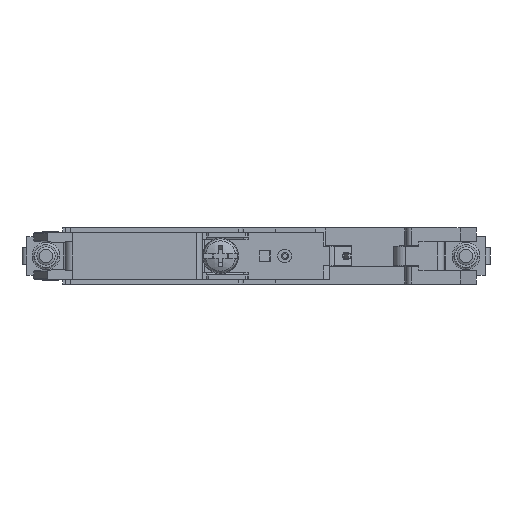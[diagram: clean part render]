
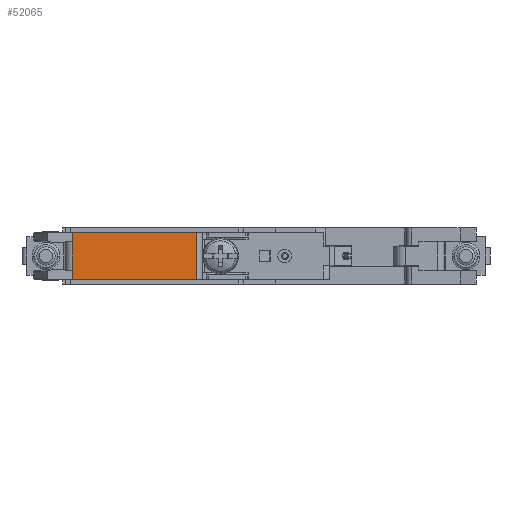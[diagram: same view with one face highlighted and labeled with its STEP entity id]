
A CAD part, front view. The second image highlights one B-rep face of the part: STEP entity #52065.
In plain terms, the highlighted planar face has unit normal (0, -1, 0).
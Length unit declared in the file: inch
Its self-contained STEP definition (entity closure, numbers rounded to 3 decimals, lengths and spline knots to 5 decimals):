
#938 = CARTESIAN_POINT ( 'NONE',  ( -0.50394, -2.6063, 0.12205 ) ) ;
#1540 = CARTESIAN_POINT ( 'NONE',  ( -1.55906, -2.6063, 0.20079 ) ) ;
#1898 = DIRECTION ( 'NONE',  ( -1., 0., 0. ) ) ;
#2183 = EDGE_CURVE ( 'NONE', #12893, #31481, #18721, .T. ) ;
#3077 = CARTESIAN_POINT ( 'NONE',  ( -1.56299, -2.6063, 0.20079 ) ) ;
#3815 = LINE ( 'NONE', #28296, #7570 ) ;
#5892 = VERTEX_POINT ( 'NONE', #10084 ) ;
#6275 = ORIENTED_EDGE ( 'NONE', *, *, #39058, .F. ) ;
#7298 = DIRECTION ( 'NONE',  ( -1., 0., 0. ) ) ;
#7309 = EDGE_CURVE ( 'NONE', #13377, #12893, #28061, .T. ) ;
#7570 = VECTOR ( 'NONE', #44404, 39.37008 ) ;
#9543 = CARTESIAN_POINT ( 'NONE',  ( -0.50394, -2.6063, 0.20079 ) ) ;
#9605 = VECTOR ( 'NONE', #1898, 39.37008 ) ;
#10084 = CARTESIAN_POINT ( 'NONE',  ( -0.50394, -2.6063, -0.20079 ) ) ;
#10726 = PLANE ( 'NONE',  #36947 ) ;
#11442 = CARTESIAN_POINT ( 'NONE',  ( -0.50394, -2.6063, 0.20079 ) ) ;
#12543 = ORIENTED_EDGE ( 'NONE', *, *, #22501, .F. ) ;
#12555 = LINE ( 'NONE', #36791, #26613 ) ;
#12893 = VERTEX_POINT ( 'NONE', #17157 ) ;
#12948 = EDGE_LOOP ( 'NONE', ( #39437, #35293, #6275, #25916, #12543, #36138, #14288, #32942 ) ) ;
#13377 = VERTEX_POINT ( 'NONE', #25927 ) ;
#13974 = CARTESIAN_POINT ( 'NONE',  ( -1.55906, -2.6063, 0.20079 ) ) ;
#13982 = DIRECTION ( 'NONE',  ( -1., 0., 0. ) ) ;
#14270 = LINE ( 'NONE', #9543, #9605 ) ;
#14288 = ORIENTED_EDGE ( 'NONE', *, *, #19383, .T. ) ;
#14446 = LINE ( 'NONE', #42388, #24512 ) ;
#16142 = CARTESIAN_POINT ( 'NONE',  ( -1.55906, -2.6063, 0.12205 ) ) ;
#16410 = VECTOR ( 'NONE', #30804, 39.37008 ) ;
#16977 = DIRECTION ( 'NONE',  ( 1., 0., 0. ) ) ;
#16996 = DIRECTION ( 'NONE',  ( 0., 0., 1. ) ) ;
#17157 = CARTESIAN_POINT ( 'NONE',  ( -1.56299, -2.6063, 0.12205 ) ) ;
#18721 = LINE ( 'NONE', #938, #20514 ) ;
#19383 = EDGE_CURVE ( 'NONE', #27082, #32396, #14270, .T. ) ;
#19791 = VECTOR ( 'NONE', #13982, 39.37008 ) ;
#20514 = VECTOR ( 'NONE', #16977, 39.37008 ) ;
#20531 = VERTEX_POINT ( 'NONE', #24187 ) ;
#21629 = EDGE_CURVE ( 'NONE', #31481, #32396, #50083, .T. ) ;
#22335 = DIRECTION ( 'NONE',  ( -1., 0., 0. ) ) ;
#22501 = EDGE_CURVE ( 'NONE', #5892, #20531, #22888, .T. ) ;
#22888 = LINE ( 'NONE', #46390, #19791 ) ;
#24187 = CARTESIAN_POINT ( 'NONE',  ( -1.55906, -2.6063, -0.20079 ) ) ;
#24512 = VECTOR ( 'NONE', #22335, 39.37008 ) ;
#25477 = EDGE_CURVE ( 'NONE', #20531, #25853, #12555, .T. ) ;
#25853 = VERTEX_POINT ( 'NONE', #44314 ) ;
#25916 = ORIENTED_EDGE ( 'NONE', *, *, #25477, .F. ) ;
#25927 = CARTESIAN_POINT ( 'NONE',  ( -1.56299, -2.6063, -0.12205 ) ) ;
#26613 = VECTOR ( 'NONE', #16996, 39.37008 ) ;
#27082 = VERTEX_POINT ( 'NONE', #11442 ) ;
#28061 = LINE ( 'NONE', #3077, #46717 ) ;
#28296 = CARTESIAN_POINT ( 'NONE',  ( -0.50394, -2.6063, 0.20079 ) ) ;
#30804 = DIRECTION ( 'NONE',  ( 0., 0., 1. ) ) ;
#31000 = FACE_OUTER_BOUND ( 'NONE', #12948, .T. ) ;
#31481 = VERTEX_POINT ( 'NONE', #16142 ) ;
#32396 = VERTEX_POINT ( 'NONE', #1540 ) ;
#32942 = ORIENTED_EDGE ( 'NONE', *, *, #21629, .F. ) ;
#35293 = ORIENTED_EDGE ( 'NONE', *, *, #7309, .F. ) ;
#36138 = ORIENTED_EDGE ( 'NONE', *, *, #51085, .F. ) ;
#36791 = CARTESIAN_POINT ( 'NONE',  ( -1.55906, -2.6063, 0.20079 ) ) ;
#36947 = AXIS2_PLACEMENT_3D ( 'NONE', #51560, #42885, #7298 ) ;
#39058 = EDGE_CURVE ( 'NONE', #25853, #13377, #14446, .T. ) ;
#39437 = ORIENTED_EDGE ( 'NONE', *, *, #2183, .F. ) ;
#42388 = CARTESIAN_POINT ( 'NONE',  ( -0.50394, -2.6063, -0.12205 ) ) ;
#42885 = DIRECTION ( 'NONE',  ( 0., 1., 0. ) ) ;
#44165 = DIRECTION ( 'NONE',  ( 0., 0., 1. ) ) ;
#44314 = CARTESIAN_POINT ( 'NONE',  ( -1.55906, -2.6063, -0.12205 ) ) ;
#44404 = DIRECTION ( 'NONE',  ( 0., 0., -1. ) ) ;
#46390 = CARTESIAN_POINT ( 'NONE',  ( -0.50394, -2.6063, -0.20079 ) ) ;
#46717 = VECTOR ( 'NONE', #44165, 39.37008 ) ;
#50083 = LINE ( 'NONE', #13974, #16410 ) ;
#51085 = EDGE_CURVE ( 'NONE', #27082, #5892, #3815, .T. ) ;
#51560 = CARTESIAN_POINT ( 'NONE',  ( -0.50394, -2.6063, 0.20079 ) ) ;
#52065 = ADVANCED_FACE ( 'NONE', ( #31000 ), #10726, .F. ) ;
